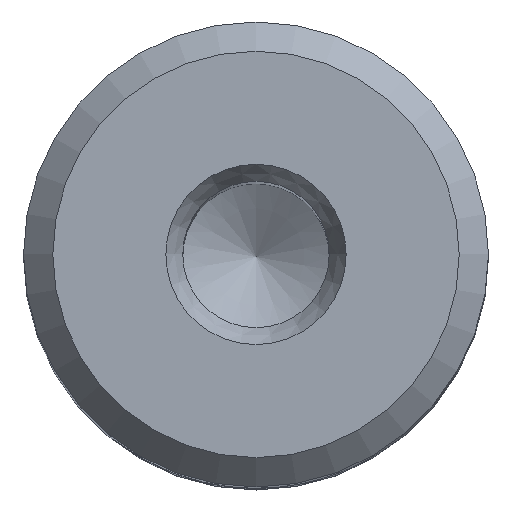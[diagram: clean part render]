
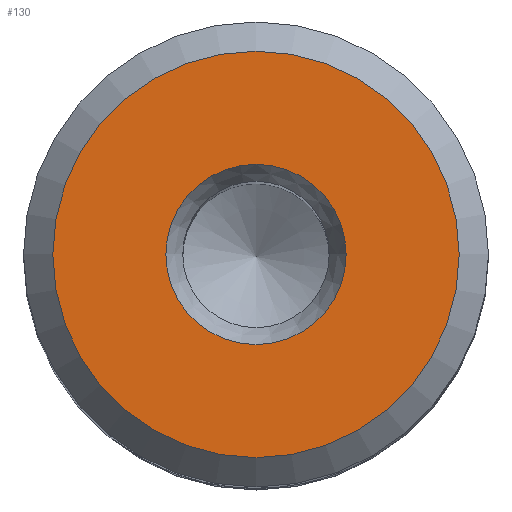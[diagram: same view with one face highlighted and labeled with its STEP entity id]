
A CAD part, top view. The second image highlights one B-rep face of the part: STEP entity #130.
In plain terms, the highlighted planar face has unit normal (0, 0, 1).
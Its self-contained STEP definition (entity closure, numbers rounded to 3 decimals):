
#48=PLANE('',#639);
#130=ADVANCED_FACE('',(#266,#267),#48,.T.);
#266=FACE_BOUND('',#347,.T.);
#267=FACE_BOUND('',#348,.T.);
#347=EDGE_LOOP('',(#431));
#348=EDGE_LOOP('',(#432));
#431=ORIENTED_EDGE('',*,*,#532,.T.);
#432=ORIENTED_EDGE('',*,*,#533,.T.);
#488=VERTEX_POINT('',#1106);
#489=VERTEX_POINT('',#1109);
#532=EDGE_CURVE('',#488,#488,#578,.T.);
#533=EDGE_CURVE('',#489,#489,#579,.T.);
#578=CIRCLE('',#636,3.077);
#579=CIRCLE('',#638,6.938);
#636=AXIS2_PLACEMENT_3D('',#1105,#777,#778);
#638=AXIS2_PLACEMENT_3D('',#1108,#781,#782);
#639=AXIS2_PLACEMENT_3D('',#1110,#783,#784);
#777=DIRECTION('',(0.,0.,-1.));
#778=DIRECTION('',(1.,0.,0.));
#781=DIRECTION('',(0.,0.,1.));
#782=DIRECTION('',(1.,0.,0.));
#783=DIRECTION('',(0.,0.,1.));
#784=DIRECTION('',(1.,0.,0.));
#1105=CARTESIAN_POINT('',(0.,0.,0.));
#1106=CARTESIAN_POINT('',(3.077,0.,0.));
#1108=CARTESIAN_POINT('',(0.,0.,0.));
#1109=CARTESIAN_POINT('',(6.938,0.,0.));
#1110=CARTESIAN_POINT('',(0.,0.,0.));
